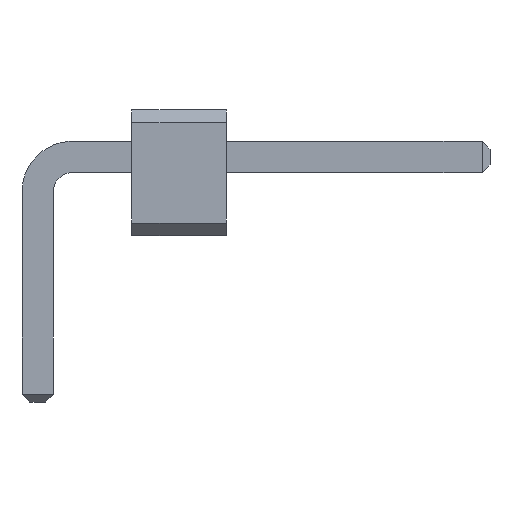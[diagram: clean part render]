
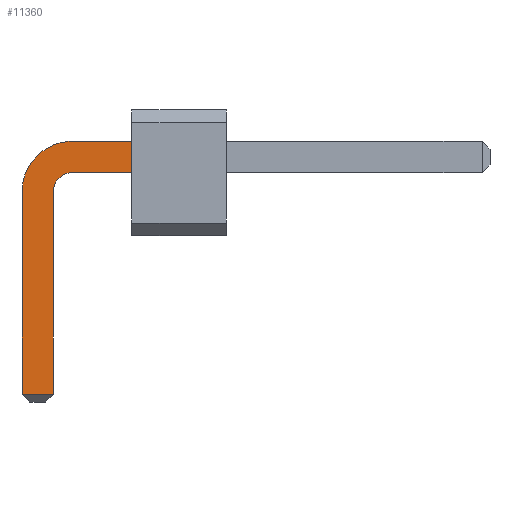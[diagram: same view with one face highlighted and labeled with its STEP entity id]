
A CAD part, front view. The second image highlights one B-rep face of the part: STEP entity #11360.
In plain terms, the highlighted planar face has unit normal (0, -1, 0).
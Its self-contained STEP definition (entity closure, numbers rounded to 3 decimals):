
#3750 = VERTEX_POINT('',#3751);
#3751 = CARTESIAN_POINT('',(1.5,-46.25,1.25));
#3759 = EDGE_CURVE('',#3750,#3760,#3762,.T.);
#3760 = VERTEX_POINT('',#3761);
#3761 = CARTESIAN_POINT('',(1.5,-46.25,0.75));
#3762 = LINE('',#3763,#3764);
#3763 = CARTESIAN_POINT('',(1.5,-46.25,0.499));
#3764 = VECTOR('',#3765,1.);
#3765 = DIRECTION('',(0.,0.,-1.));
#11260 = VERTEX_POINT('',#11261);
#11261 = CARTESIAN_POINT('',(0.5,-46.25,1.25));
#11267 = EDGE_CURVE('',#11260,#3750,#11268,.T.);
#11268 = LINE('',#11269,#11270);
#11269 = CARTESIAN_POINT('',(0.5,-46.25,1.25));
#11270 = VECTOR('',#11271,1.);
#11271 = DIRECTION('',(1.,0.,0.));
#11342 = EDGE_CURVE('',#3760,#11343,#11345,.T.);
#11343 = VERTEX_POINT('',#11344);
#11344 = CARTESIAN_POINT('',(0.5,-46.25,0.75));
#11345 = LINE('',#11346,#11347);
#11346 = CARTESIAN_POINT('',(7.2,-46.25,0.75));
#11347 = VECTOR('',#11348,1.);
#11348 = DIRECTION('',(-1.,0.,0.));
#11360 = ADVANCED_FACE('',(#11361),#11406,.F.);
#11361 = FACE_BOUND('',#11362,.F.);
#11362 = EDGE_LOOP('',(#11363,#11364,#11365,#11374,#11382,#11390,#11398,
#11405));
#11363 = ORIENTED_EDGE('',*,*,#3759,.T.);
#11364 = ORIENTED_EDGE('',*,*,#11342,.T.);
#11365 = ORIENTED_EDGE('',*,*,#11366,.T.);
#11366 = EDGE_CURVE('',#11343,#11367,#11369,.T.);
#11367 = VERTEX_POINT('',#11368);
#11368 = CARTESIAN_POINT('',(0.25,-46.25,0.5));
#11369 = CIRCLE('',#11370,0.324);
#11370 = AXIS2_PLACEMENT_3D('',#11371,#11372,#11373);
#11371 = CARTESIAN_POINT('',(0.567,-46.25,0.433));
#11372 = DIRECTION('',(0.,-1.,0.));
#11373 = DIRECTION('',(-0.207,0.,0.978
));
#11374 = ORIENTED_EDGE('',*,*,#11375,.T.);
#11375 = EDGE_CURVE('',#11367,#11376,#11378,.T.);
#11376 = VERTEX_POINT('',#11377);
#11377 = CARTESIAN_POINT('',(0.25,-46.25,-2.775));
#11378 = LINE('',#11379,#11380);
#11379 = CARTESIAN_POINT('',(0.25,-46.25,0.5));
#11380 = VECTOR('',#11381,1.);
#11381 = DIRECTION('',(0.,0.,-1.));
#11382 = ORIENTED_EDGE('',*,*,#11383,.T.);
#11383 = EDGE_CURVE('',#11376,#11384,#11386,.T.);
#11384 = VERTEX_POINT('',#11385);
#11385 = CARTESIAN_POINT('',(-0.25,-46.25,-2.775));
#11386 = LINE('',#11387,#11388);
#11387 = CARTESIAN_POINT('',(0.25,-46.25,-2.775));
#11388 = VECTOR('',#11389,1.);
#11389 = DIRECTION('',(-1.,0.,0.));
#11390 = ORIENTED_EDGE('',*,*,#11391,.T.);
#11391 = EDGE_CURVE('',#11384,#11392,#11394,.T.);
#11392 = VERTEX_POINT('',#11393);
#11393 = CARTESIAN_POINT('',(-0.25,-46.25,0.5));
#11394 = LINE('',#11395,#11396);
#11395 = CARTESIAN_POINT('',(-0.25,-46.25,-2.9));
#11396 = VECTOR('',#11397,1.);
#11397 = DIRECTION('',(0.,0.,1.));
#11398 = ORIENTED_EDGE('',*,*,#11399,.T.);
#11399 = EDGE_CURVE('',#11392,#11260,#11400,.T.);
#11400 = CIRCLE('',#11401,0.808);
#11401 = AXIS2_PLACEMENT_3D('',#11402,#11403,#11404);
#11402 = CARTESIAN_POINT('',(0.556,-46.25,0.444));
#11403 = DIRECTION('',(0.,1.,0.));
#11404 = DIRECTION('',(-0.998,0.,
0.069));
#11405 = ORIENTED_EDGE('',*,*,#11267,.T.);
#11406 = PLANE('',#11407);
#11407 = AXIS2_PLACEMENT_3D('',#11408,#11409,#11410);
#11408 = CARTESIAN_POINT('',(2.437,-46.25,0.248));
#11409 = DIRECTION('',(0.,1.,-0.));
#11410 = DIRECTION('',(0.,0.,-1.));
